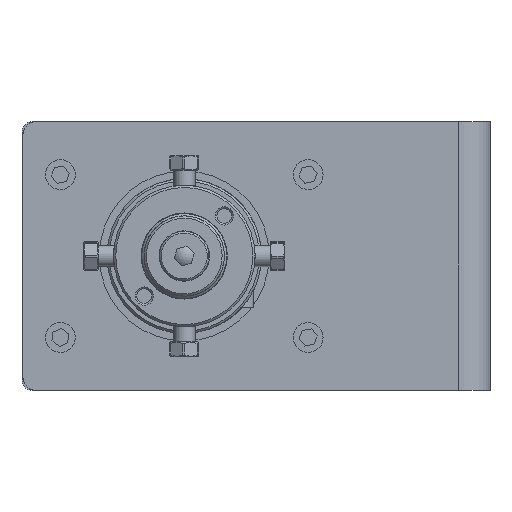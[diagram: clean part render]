
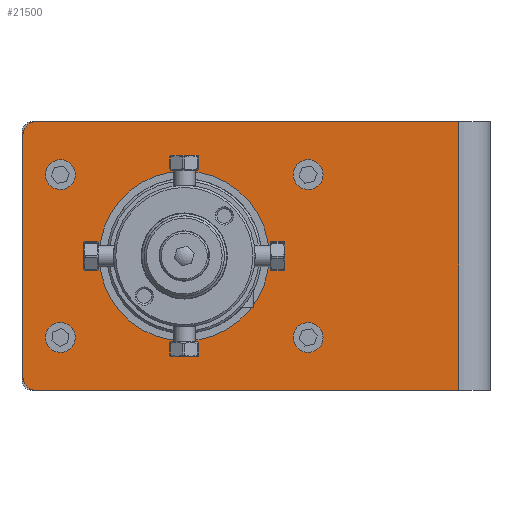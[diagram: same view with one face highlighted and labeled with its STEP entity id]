
A CAD part, left-side view. The second image highlights one B-rep face of the part: STEP entity #21500.
In plain terms, the highlighted planar face has unit normal (-1, 0, 0).
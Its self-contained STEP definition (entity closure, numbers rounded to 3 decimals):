
#21067=CARTESIAN_POINT('',(-91.75,70.593,-117.3));
#21068=VERTEX_POINT('',#21067);
#21069=CARTESIAN_POINT('',(-91.75,73.643,-114.25));
#21070=VERTEX_POINT('',#21069);
#21071=CARTESIAN_POINT('',(-91.75,70.593,-114.25));
#21072=DIRECTION('',(1.0,0.0,0.0));
#21073=DIRECTION('',(0.0,0.707,-0.707));
#21074=AXIS2_PLACEMENT_3D('',#21071,#21072,#21073);
#21075=CIRCLE('',#21074,3.05);
#21076=EDGE_CURVE('',#21068,#21070,#21075,.T.);
#21111=CARTESIAN_POINT('',(-91.75,73.643,-60.025));
#21112=VERTEX_POINT('',#21111);
#21126=CARTESIAN_POINT('',(-91.75,73.643,-60.025));
#21127=DIRECTION('',(0.0,0.0,-1.0));
#21128=VECTOR('',#21127,54.225);
#21129=LINE('',#21126,#21128);
#21130=EDGE_CURVE('',#21112,#21070,#21129,.T.);
#21140=CARTESIAN_POINT('',(-91.75,-24.147,-117.3));
#21141=VERTEX_POINT('',#21140);
#21151=CARTESIAN_POINT('',(-91.75,70.593,-117.3));
#21152=DIRECTION('',(0.0,-1.0,0.0));
#21153=VECTOR('',#21152,94.74);
#21154=LINE('',#21151,#21153);
#21155=EDGE_CURVE('',#21068,#21141,#21154,.T.);
#21196=CARTESIAN_POINT('',(-91.75,37.448,-68.1));
#21197=VERTEX_POINT('',#21196);
#21198=CARTESIAN_POINT('',(-91.75,37.448,-87.15));
#21199=DIRECTION('',(1.0,0.0,0.0));
#21200=DIRECTION('',(0.0,0.0,1.0));
#21201=AXIS2_PLACEMENT_3D('',#21198,#21199,#21200);
#21202=CIRCLE('',#21201,19.05);
#21203=EDGE_CURVE('',#21197,#21197,#21202,.T.);
#21224=CARTESIAN_POINT('',(-91.75,70.593,-56.975));
#21225=VERTEX_POINT('',#21224);
#21226=CARTESIAN_POINT('',(-91.75,70.593,-60.025));
#21227=DIRECTION('',(1.0,0.0,0.0));
#21228=DIRECTION('',(0.0,0.707,0.707));
#21229=AXIS2_PLACEMENT_3D('',#21226,#21227,#21228);
#21230=CIRCLE('',#21229,3.05);
#21231=EDGE_CURVE('',#21112,#21225,#21230,.T.);
#21428=CARTESIAN_POINT('',(-91.75,73.643,-56.975));
#21429=DIRECTION('',(-1.0,0.0,0.0));
#21430=DIRECTION('',(0.0,0.0,1.0));
#21431=AXIS2_PLACEMENT_3D('',#21428,#21429,#21430);
#21432=PLANE('',#21431);
#21433=CARTESIAN_POINT('',(-91.75,-24.147,-56.975));
#21434=VERTEX_POINT('',#21433);
#21435=CARTESIAN_POINT('',(-91.75,-24.147,-56.975));
#21436=DIRECTION('',(0.0,0.0,-1.0));
#21437=VECTOR('',#21436,60.325);
#21438=LINE('',#21435,#21437);
#21439=EDGE_CURVE('',#21434,#21141,#21438,.T.);
#21440=ORIENTED_EDGE('',*,*,#21439,.F.);
#21441=CARTESIAN_POINT('',(-91.75,70.593,-56.975));
#21442=DIRECTION('',(0.0,-1.0,0.0));
#21443=VECTOR('',#21442,94.74);
#21444=LINE('',#21441,#21443);
#21445=EDGE_CURVE('',#21225,#21434,#21444,.T.);
#21446=ORIENTED_EDGE('',*,*,#21445,.F.);
#21447=ORIENTED_EDGE('',*,*,#21231,.F.);
#21448=ORIENTED_EDGE('',*,*,#21130,.T.);
#21449=ORIENTED_EDGE('',*,*,#21076,.F.);
#21450=ORIENTED_EDGE('',*,*,#21155,.T.);
#21451=EDGE_LOOP('',(#21440,#21446,#21447,#21448,#21449,#21450));
#21452=FACE_OUTER_BOUND('',#21451,.T.);
#21453=ORIENTED_EDGE('',*,*,#21203,.T.);
#21454=EDGE_LOOP('',(#21453));
#21455=FACE_BOUND('',#21454,.T.);
#21456=CARTESIAN_POINT('',(-91.75,65.235,-103.19));
#21457=VERTEX_POINT('',#21456);
#21458=CARTESIAN_POINT('',(-91.75,65.235,-105.412));
#21459=DIRECTION('',(1.0,0.0,0.0));
#21460=DIRECTION('',(0.0,0.0,1.0));
#21461=AXIS2_PLACEMENT_3D('',#21458,#21459,#21460);
#21462=CIRCLE('',#21461,2.223);
#21463=EDGE_CURVE('',#21457,#21457,#21462,.T.);
#21464=ORIENTED_EDGE('',*,*,#21463,.T.);
#21465=EDGE_LOOP('',(#21464));
#21466=FACE_BOUND('',#21465,.T.);
#21467=CARTESIAN_POINT('',(-91.75,65.235,-66.665));
#21468=VERTEX_POINT('',#21467);
#21469=CARTESIAN_POINT('',(-91.75,65.235,-68.887));
#21470=DIRECTION('',(1.0,0.0,0.0));
#21471=DIRECTION('',(0.0,0.0,1.0));
#21472=AXIS2_PLACEMENT_3D('',#21469,#21470,#21471);
#21473=CIRCLE('',#21472,2.223);
#21474=EDGE_CURVE('',#21468,#21468,#21473,.T.);
#21475=ORIENTED_EDGE('',*,*,#21474,.T.);
#21476=EDGE_LOOP('',(#21475));
#21477=FACE_BOUND('',#21476,.T.);
#21478=CARTESIAN_POINT('',(-91.75,9.66,-66.665));
#21479=VERTEX_POINT('',#21478);
#21480=CARTESIAN_POINT('',(-91.75,9.66,-68.887));
#21481=DIRECTION('',(1.0,0.0,0.0));
#21482=DIRECTION('',(0.0,0.0,1.0));
#21483=AXIS2_PLACEMENT_3D('',#21480,#21481,#21482);
#21484=CIRCLE('',#21483,2.223);
#21485=EDGE_CURVE('',#21479,#21479,#21484,.T.);
#21486=ORIENTED_EDGE('',*,*,#21485,.T.);
#21487=EDGE_LOOP('',(#21486));
#21488=FACE_BOUND('',#21487,.T.);
#21489=CARTESIAN_POINT('',(-91.75,9.66,-103.19));
#21490=VERTEX_POINT('',#21489);
#21491=CARTESIAN_POINT('',(-91.75,9.66,-105.412));
#21492=DIRECTION('',(1.0,0.0,0.0));
#21493=DIRECTION('',(0.0,0.0,1.0));
#21494=AXIS2_PLACEMENT_3D('',#21491,#21492,#21493);
#21495=CIRCLE('',#21494,2.223);
#21496=EDGE_CURVE('',#21490,#21490,#21495,.T.);
#21497=ORIENTED_EDGE('',*,*,#21496,.T.);
#21498=EDGE_LOOP('',(#21497));
#21499=FACE_BOUND('',#21498,.T.);
#21500=ADVANCED_FACE('',(#21452,#21455,#21466,#21477,#21488,#21499),#21432,.T.);
